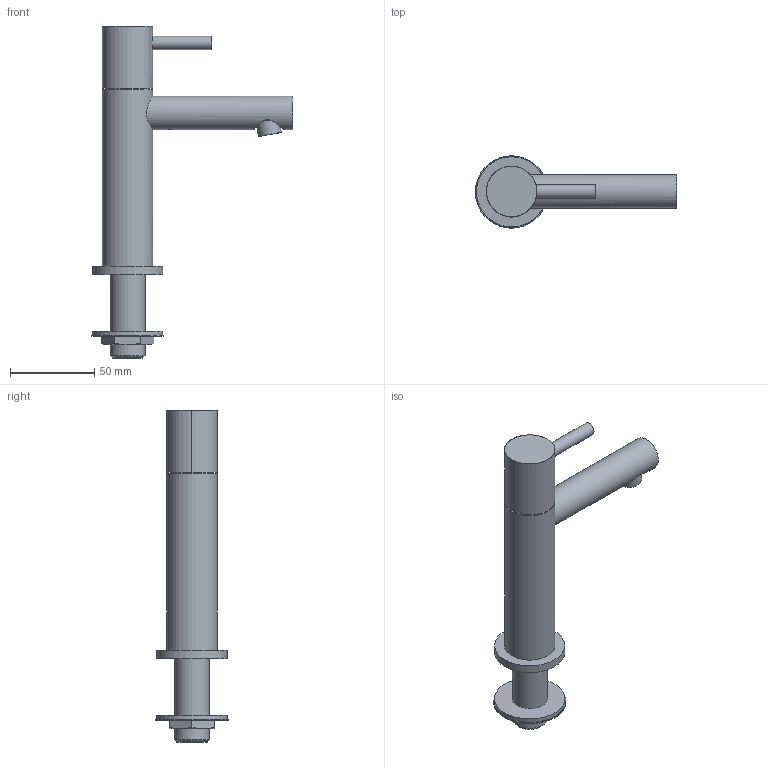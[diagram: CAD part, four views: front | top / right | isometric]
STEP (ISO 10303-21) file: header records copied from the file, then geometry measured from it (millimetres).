
FILE_DESCRIPTION( ( 'Unknown' ), '1' );
FILE_NAME( 'Dude 001S.stp', 'Unknown', ( 'Unknown' ), ( 'Unknown' ), 'PSStep 17.0.49', 'Unknown', ' ' );
FILE_SCHEMA( ( 'AUTOMOTIVE_DESIGN { 1 0 10303 214 1 1 1 1 }' ) );
Length unit declared in the file: millimetre
Products named in the file (15): 001s_0-oa0; 001s_59; 001s_63; 001s_6; 001s_5; 001s_12; 001s_15; 001s_14; 001s_13; 001s_8; 001s_4; 001s_113; 001s_64; 001s-oa1; Assem1
Assembly tree (14 placements, depth 4):
  Assem1
    001s-oa1
      001s_0-oa0
        001s_59
        001s_63
        001s_6
        001s_5
        001s_12
        001s_15
        001s_14
        001s_13
        001s_8
        001s_4
        001s_113
        001s_64
Bounding box: 119.5 x 43 x 197.2 mm (x, y, z)
Volume: 68996 mm3; surface area: 52557 mm2
Topology: 9 solids, 12 shells, 174 faces, 405 edges, 273 vertices
Faces by surface type: plane 65, cylinder 56, cone 37, torus 13, bspline 2, sphere 1
Full cylindrical faces by diameter (mm): 4.2 x2, 6.5 x1, 7 x1, 8 x1, 9 x1, 9.5 x1, 13.8 x1, 14 x2, 14.3 x2, 14.8 x1, 15.2 x1, 17 x2, 17.8 x1, 18.2 x2, 18.4 x1, 18.63 x2, 19 x2, 20 x2, 20.7 x2, 20.8 x1, 21 x1, 21.2 x1, 21.3 x1, 21.5 x1, 23 x1, 23.5 x1, 24.2 x2, 24.4 x1, 25 x1, 26.4 x1
Entity records: 8860 total; most frequent: CARTESIAN_POINT 1821, DIRECTION 751, PRESENTATION_STYLE_ASSIGNMENT 610, COLOUR_RGB 610, ORIENTED_EDGE 520, STYLED_ITEM 436, CURVE_STYLE 436, DRAUGHTING_PRE_DEFINED_CURVE_FONT 436
